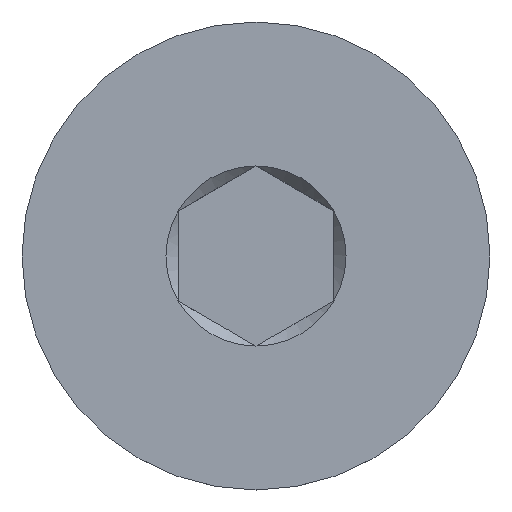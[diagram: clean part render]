
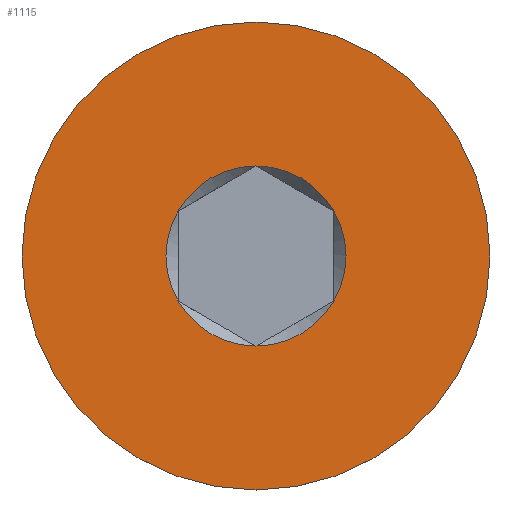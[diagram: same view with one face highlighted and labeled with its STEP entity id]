
A CAD part, top view. The second image highlights one B-rep face of the part: STEP entity #1115.
In plain terms, the highlighted planar face has unit normal (0, 0, 1).
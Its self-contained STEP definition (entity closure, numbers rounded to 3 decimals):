
#17=FACE_BOUND('',#196,.T.);
#18=PLANE('',#1213);
#131=FACE_OUTER_BOUND('',#195,.T.);
#195=EDGE_LOOP('',(#875,#876));
#196=EDGE_LOOP('',(#877,#878,#879,#880,#881,#882));
#221=CIRCLE('',#1204,1.155);
#222=CIRCLE('',#1206,3.);
#223=CIRCLE('',#1207,3.);
#228=CIRCLE('',#1214,1.155);
#229=CIRCLE('',#1215,1.155);
#230=CIRCLE('',#1216,1.155);
#231=CIRCLE('',#1217,1.155);
#232=CIRCLE('',#1218,1.155);
#487=VERTEX_POINT('',#5867);
#488=VERTEX_POINT('',#5868);
#489=VERTEX_POINT('',#5874);
#490=VERTEX_POINT('',#5875);
#496=VERTEX_POINT('',#5913);
#497=VERTEX_POINT('',#5915);
#498=VERTEX_POINT('',#5917);
#499=VERTEX_POINT('',#5919);
#643=EDGE_CURVE('',#487,#488,#221,.T.);
#644=EDGE_CURVE('',#489,#490,#222,.T.);
#645=EDGE_CURVE('',#490,#489,#223,.T.);
#654=EDGE_CURVE('',#488,#496,#228,.T.);
#655=EDGE_CURVE('',#496,#497,#229,.T.);
#656=EDGE_CURVE('',#497,#498,#230,.T.);
#657=EDGE_CURVE('',#498,#499,#231,.T.);
#658=EDGE_CURVE('',#499,#487,#232,.T.);
#875=ORIENTED_EDGE('',*,*,#644,.T.);
#876=ORIENTED_EDGE('',*,*,#645,.T.);
#877=ORIENTED_EDGE('',*,*,#654,.T.);
#878=ORIENTED_EDGE('',*,*,#655,.T.);
#879=ORIENTED_EDGE('',*,*,#656,.T.);
#880=ORIENTED_EDGE('',*,*,#657,.T.);
#881=ORIENTED_EDGE('',*,*,#658,.T.);
#882=ORIENTED_EDGE('',*,*,#643,.T.);
#1115=ADVANCED_FACE('',(#131,#17),#18,.F.);
#1204=AXIS2_PLACEMENT_3D('',#5872,#1380,#1381);
#1206=AXIS2_PLACEMENT_3D('',#5876,#1384,#1385);
#1207=AXIS2_PLACEMENT_3D('',#5877,#1386,#1387);
#1213=AXIS2_PLACEMENT_3D('',#5912,#1400,#1401);
#1214=AXIS2_PLACEMENT_3D('',#5914,#1402,#1403);
#1215=AXIS2_PLACEMENT_3D('',#5916,#1404,#1405);
#1216=AXIS2_PLACEMENT_3D('',#5918,#1406,#1407);
#1217=AXIS2_PLACEMENT_3D('',#5920,#1408,#1409);
#1218=AXIS2_PLACEMENT_3D('',#5921,#1410,#1411);
#1380=DIRECTION('center_axis',(0.,0.,-1.));
#1381=DIRECTION('ref_axis',(-1.,0.,0.));
#1384=DIRECTION('center_axis',(0.,0.,1.));
#1385=DIRECTION('ref_axis',(0.,-1.,0.));
#1386=DIRECTION('center_axis',(0.,0.,1.));
#1387=DIRECTION('ref_axis',(0.,-1.,0.));
#1400=DIRECTION('center_axis',(0.,0.,-1.));
#1401=DIRECTION('ref_axis',(0.,1.,0.));
#1402=DIRECTION('center_axis',(0.,0.,-1.));
#1403=DIRECTION('ref_axis',(-1.,0.,0.));
#1404=DIRECTION('center_axis',(0.,0.,-1.));
#1405=DIRECTION('ref_axis',(-1.,0.,0.));
#1406=DIRECTION('center_axis',(0.,0.,-1.));
#1407=DIRECTION('ref_axis',(-1.,0.,0.));
#1408=DIRECTION('center_axis',(0.,0.,-1.));
#1409=DIRECTION('ref_axis',(-1.,0.,0.));
#1410=DIRECTION('center_axis',(0.,0.,-1.));
#1411=DIRECTION('ref_axis',(-1.,0.,0.));
#5867=CARTESIAN_POINT('',(-1.,-0.577,6.));
#5868=CARTESIAN_POINT('',(-1.,0.577,6.));
#5872=CARTESIAN_POINT('Origin',(0.,0.,6.));
#5874=CARTESIAN_POINT('',(0.,-3.,6.));
#5875=CARTESIAN_POINT('',(0.,3.,6.));
#5876=CARTESIAN_POINT('Origin',(0.,0.,6.));
#5877=CARTESIAN_POINT('Origin',(0.,0.,6.));
#5912=CARTESIAN_POINT('Origin',(0.,0.,
6.));
#5913=CARTESIAN_POINT('',(0.,1.155,6.));
#5914=CARTESIAN_POINT('Origin',(0.,0.,6.));
#5915=CARTESIAN_POINT('',(1.,0.577,6.));
#5916=CARTESIAN_POINT('Origin',(0.,0.,6.));
#5917=CARTESIAN_POINT('',(1.,-0.577,6.));
#5918=CARTESIAN_POINT('Origin',(0.,0.,6.));
#5919=CARTESIAN_POINT('',(0.,-1.155,6.));
#5920=CARTESIAN_POINT('Origin',(0.,0.,6.));
#5921=CARTESIAN_POINT('Origin',(0.,0.,6.));
